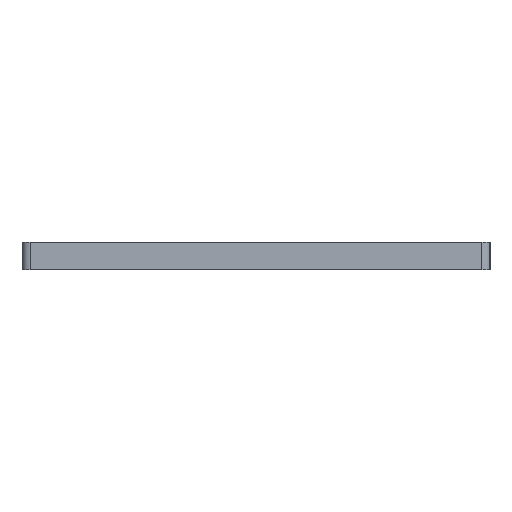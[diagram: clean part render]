
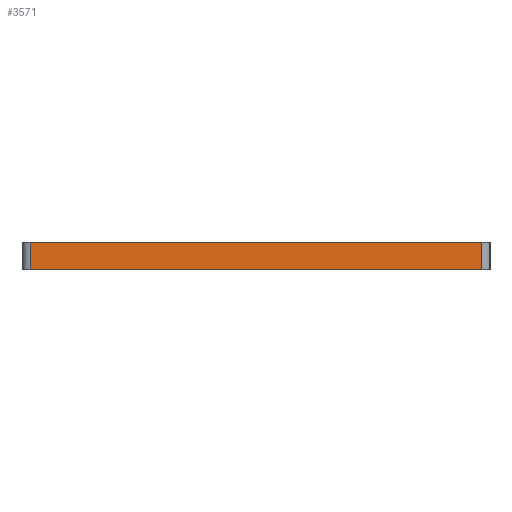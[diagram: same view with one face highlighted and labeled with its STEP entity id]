
A CAD part, left-side view. The second image highlights one B-rep face of the part: STEP entity #3571.
In plain terms, the highlighted planar face has unit normal (-1, 0, 0).
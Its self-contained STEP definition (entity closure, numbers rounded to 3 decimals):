
#236=PLANE('',#3807);
#414=FACE_OUTER_BOUND('',#656,.T.);
#656=EDGE_LOOP('',(#3360,#3361,#3362,#3363));
#925=LINE('',#5302,#1371);
#1067=LINE('',#5590,#1513);
#1102=LINE('',#5682,#1548);
#1103=LINE('',#5684,#1549);
#1371=VECTOR('',#4264,10.);
#1513=VECTOR('',#4584,10.);
#1548=VECTOR('',#4691,10.);
#1549=VECTOR('',#4694,10.);
#1832=VERTEX_POINT('',#5299);
#1833=VERTEX_POINT('',#5301);
#1889=VERTEX_POINT('',#5587);
#1890=VERTEX_POINT('',#5589);
#2190=EDGE_CURVE('',#1832,#1833,#925,.T.);
#2349=EDGE_CURVE('',#1890,#1889,#1067,.T.);
#2396=EDGE_CURVE('',#1889,#1833,#1102,.T.);
#2397=EDGE_CURVE('',#1890,#1832,#1103,.T.);
#3360=ORIENTED_EDGE('',*,*,#2349,.T.);
#3361=ORIENTED_EDGE('',*,*,#2396,.T.);
#3362=ORIENTED_EDGE('',*,*,#2190,.F.);
#3363=ORIENTED_EDGE('',*,*,#2397,.F.);
#3571=ADVANCED_FACE('',(#414),#236,.T.);
#3807=AXIS2_PLACEMENT_3D('',#5683,#4692,#4693);
#4264=DIRECTION('',(0.,-1.,0.));
#4584=DIRECTION('',(0.,-1.,0.));
#4691=DIRECTION('',(0.,0.,1.));
#4692=DIRECTION('center_axis',(-1.,0.,0.));
#4693=DIRECTION('ref_axis',(0.,-1.,0.));
#4694=DIRECTION('',(0.,0.,1.));
#5299=CARTESIAN_POINT('',(2.246,100.8,6.));
#5301=CARTESIAN_POINT('',(2.246,3.8,6.));
#5302=CARTESIAN_POINT('',(2.246,100.8,6.));
#5587=CARTESIAN_POINT('',(2.246,3.8,0.));
#5589=CARTESIAN_POINT('',(2.246,100.8,0.));
#5590=CARTESIAN_POINT('',(2.246,100.8,0.));
#5682=CARTESIAN_POINT('',(2.246,3.8,0.));
#5683=CARTESIAN_POINT('Origin',(2.246,100.8,0.));
#5684=CARTESIAN_POINT('',(2.246,100.8,0.));
